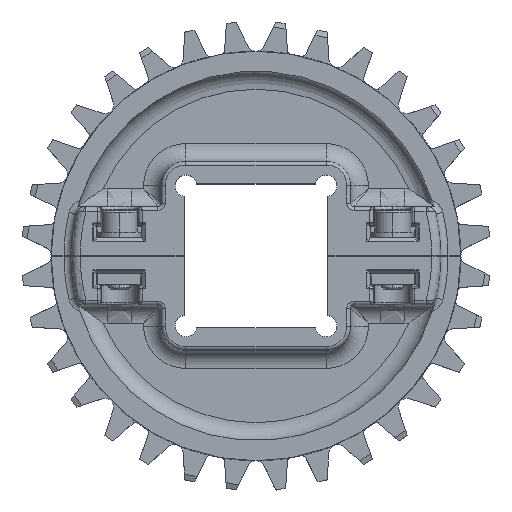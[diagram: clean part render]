
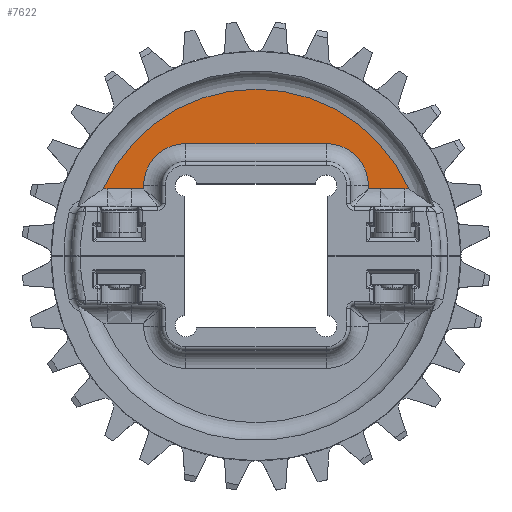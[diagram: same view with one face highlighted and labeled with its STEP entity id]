
A CAD part, top view. The second image highlights one B-rep face of the part: STEP entity #7622.
In plain terms, the highlighted planar face has unit normal (0, 0, 1).
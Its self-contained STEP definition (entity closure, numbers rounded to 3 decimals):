
#130 = CARTESIAN_POINT ( 'NONE',  ( 19.55, 19.55, 3. ) ) ;
#1004 = CARTESIAN_POINT ( 'NONE',  ( 38.56, 18.526, 3. ) ) ;
#1152 = EDGE_CURVE ( 'NONE', #5966, #14977, #29085, .T. ) ;
#1414 = DIRECTION ( 'NONE',  ( 1., 0., 0. ) ) ;
#1481 = VERTEX_POINT ( 'NONE', #35345 ) ;
#2363 = ORIENTED_EDGE ( 'NONE', *, *, #36374, .T. ) ;
#3240 = CARTESIAN_POINT ( 'NONE',  ( 34.634, 18.635, 3. ) ) ;
#3242 = DIRECTION ( 'NONE',  ( 0., 0., 1. ) ) ;
#3489 = ORIENTED_EDGE ( 'NONE', *, *, #1152, .T. ) ;
#3845 = CARTESIAN_POINT ( 'NONE',  ( 0., 18.635, 3. ) ) ;
#4114 = EDGE_CURVE ( 'NONE', #16916, #14477, #6938, .T. ) ;
#4289 = ORIENTED_EDGE ( 'NONE', *, *, #14836, .T. ) ;
#4451 = DIRECTION ( 'NONE',  ( 1., 0., 0. ) ) ;
#4972 = CARTESIAN_POINT ( 'NONE',  ( -35.757, 18.605, 3. ) ) ;
#5153 = CARTESIAN_POINT ( 'NONE',  ( -35.196, 18.635, 3. ) ) ;
#5352 = DIRECTION ( 'NONE',  ( 1., 0., 0. ) ) ;
#5551 = CARTESIAN_POINT ( 'NONE',  ( -41.366, 18.635, 3. ) ) ;
#5966 = VERTEX_POINT ( 'NONE', #11621 ) ;
#5970 = VECTOR ( 'NONE', #1414, 1000. ) ;
#6395 = CARTESIAN_POINT ( 'NONE',  ( 37.438, 18.526, 3. ) ) ;
#6410 = DIRECTION ( 'NONE',  ( 0., 0., 1. ) ) ;
#6444 = CARTESIAN_POINT ( 'NONE',  ( 0., 18.635, 3. ) ) ;
#6808 = LINE ( 'NONE', #6444, #5970 ) ;
#6812 = EDGE_CURVE ( 'NONE', #36429, #28817, #9175, .T. ) ;
#6938 = LINE ( 'NONE', #15090, #11683 ) ;
#7622 = ADVANCED_FACE ( 'NONE', ( #33855 ), #11442, .T. ) ;
#7969 = ORIENTED_EDGE ( 'NONE', *, *, #6812, .T. ) ;
#7987 = LINE ( 'NONE', #13742, #25952 ) ;
#7996 = ORIENTED_EDGE ( 'NONE', *, *, #14426, .T. ) ;
#8339 = CIRCLE ( 'NONE', #36132, 46.37 ) ;
#8401 = ORIENTED_EDGE ( 'NONE', *, *, #13500, .T. ) ;
#9064 = LINE ( 'NONE', #3845, #34582 ) ;
#9175 = LINE ( 'NONE', #20457, #31115 ) ;
#9189 = DIRECTION ( 'NONE',  ( 1., 0., 0. ) ) ;
#9550 = VECTOR ( 'NONE', #22938, 1000. ) ;
#9673 = VERTEX_POINT ( 'NONE', #25865 ) ;
#10222 = CARTESIAN_POINT ( 'NONE',  ( -31.25, 19.55, 3. ) ) ;
#10265 = CARTESIAN_POINT ( 'NONE',  ( -42.461, 18.635, 3. ) ) ;
#10541 = CARTESIAN_POINT ( 'NONE',  ( -37.44, 18.526, 3. ) ) ;
#10913 = CARTESIAN_POINT ( 'NONE',  ( -40.805, 18.635, 3. ) ) ;
#10952 = CARTESIAN_POINT ( 'NONE',  ( 0., 18.635, 3. ) ) ;
#11398 = B_SPLINE_CURVE_WITH_KNOTS ( 'NONE', 3,
 ( #3240, #23249, #32322, #32145, #6395, #1004, #29333, #18245, #23423, #35285 ),
 .UNSPECIFIED., .F., .F.,
 ( 4, 2, 2, 2, 4 ),
 ( 0., 0.002, 0.003, 0.005, 0.007 ),
 .UNSPECIFIED. ) ;
#11442 = PLANE ( 'NONE',  #29475 ) ;
#11621 = CARTESIAN_POINT ( 'NONE',  ( 31.25, 18.635, 3. ) ) ;
#11683 = VECTOR ( 'NONE', #34922, 1000. ) ;
#12848 = EDGE_CURVE ( 'NONE', #14477, #36429, #27212, .T. ) ;
#12947 = CARTESIAN_POINT ( 'NONE',  ( -41.366, 18.635, 3. ) ) ;
#12990 = AXIS2_PLACEMENT_3D ( 'NONE', #130, #13693, #5352 ) ;
#13002 = EDGE_CURVE ( 'NONE', #9673, #33628, #8339, .T. ) ;
#13500 = EDGE_CURVE ( 'NONE', #1481, #9673, #6808, .T. ) ;
#13693 = DIRECTION ( 'NONE',  ( 0., 0., -1. ) ) ;
#13742 = CARTESIAN_POINT ( 'NONE',  ( 31.25, 0., 3. ) ) ;
#13902 = LINE ( 'NONE', #10952, #9550 ) ;
#14422 = ORIENTED_EDGE ( 'NONE', *, *, #31592, .T. ) ;
#14426 = EDGE_CURVE ( 'NONE', #21356, #5966, #7987, .T. ) ;
#14477 = VERTEX_POINT ( 'NONE', #10222 ) ;
#14836 = EDGE_CURVE ( 'NONE', #22596, #28688, #29182, .T. ) ;
#14977 = VERTEX_POINT ( 'NONE', #23266 ) ;
#15090 = CARTESIAN_POINT ( 'NONE',  ( -31.25, 0., 3. ) ) ;
#16106 = CARTESIAN_POINT ( 'NONE',  ( -19.55, 19.55, 3. ) ) ;
#16916 = VERTEX_POINT ( 'NONE', #18859 ) ;
#17074 = ORIENTED_EDGE ( 'NONE', *, *, #4114, .T. ) ;
#17890 = CARTESIAN_POINT ( 'NONE',  ( -19.55, 31.25, 3. ) ) ;
#18245 = CARTESIAN_POINT ( 'NONE',  ( 40.243, 18.605, 3. ) ) ;
#18363 = AXIS2_PLACEMENT_3D ( 'NONE', #16106, #21813, #27545 ) ;
#18859 = CARTESIAN_POINT ( 'NONE',  ( -31.25, 18.635, 3. ) ) ;
#19092 = ORIENTED_EDGE ( 'NONE', *, *, #33188, .T. ) ;
#19410 = CARTESIAN_POINT ( 'NONE',  ( -34.634, 18.635, 3. ) ) ;
#19699 = CARTESIAN_POINT ( 'NONE',  ( 19.55, 31.25, 3. ) ) ;
#20457 = CARTESIAN_POINT ( 'NONE',  ( 0., 31.25, 3. ) ) ;
#20751 = ORIENTED_EDGE ( 'NONE', *, *, #12848, .T. ) ;
#21356 = VERTEX_POINT ( 'NONE', #34103 ) ;
#21734 = CARTESIAN_POINT ( 'NONE',  ( -34.634, 18.635, 3. ) ) ;
#21813 = DIRECTION ( 'NONE',  ( 0., 0., -1. ) ) ;
#21863 = ORIENTED_EDGE ( 'NONE', *, *, #13002, .T. ) ;
#22017 = CARTESIAN_POINT ( 'NONE',  ( -39.123, 18.549, 3. ) ) ;
#22184 = CARTESIAN_POINT ( 'NONE',  ( -38.562, 18.526, 3. ) ) ;
#22596 = VERTEX_POINT ( 'NONE', #5551 ) ;
#22938 = DIRECTION ( 'NONE',  ( 1., 0., 0. ) ) ;
#23249 = CARTESIAN_POINT ( 'NONE',  ( 35.195, 18.635, 3. ) ) ;
#23266 = CARTESIAN_POINT ( 'NONE',  ( 34.634, 18.635, 3. ) ) ;
#23423 = CARTESIAN_POINT ( 'NONE',  ( 40.804, 18.635, 3. ) ) ;
#24616 = EDGE_CURVE ( 'NONE', #33628, #22596, #13902, .T. ) ;
#24974 = CARTESIAN_POINT ( 'NONE',  ( -40.244, 18.605, 3. ) ) ;
#25185 = DIRECTION ( 'NONE',  ( 0., -1., 0. ) ) ;
#25296 = CARTESIAN_POINT ( 'NONE',  ( 0., 0., 3. ) ) ;
#25865 = CARTESIAN_POINT ( 'NONE',  ( 42.461, 18.635, 3. ) ) ;
#25952 = VECTOR ( 'NONE', #25185, 1000. ) ;
#26250 = DIRECTION ( 'NONE',  ( 1., 0., 0. ) ) ;
#26955 = VECTOR ( 'NONE', #4451, 1000. ) ;
#27212 = CIRCLE ( 'NONE', #18363, 11.7 ) ;
#27545 = DIRECTION ( 'NONE',  ( 1., 0., 0. ) ) ;
#28256 = CARTESIAN_POINT ( 'NONE',  ( 0., 0., 3. ) ) ;
#28688 = VERTEX_POINT ( 'NONE', #21734 ) ;
#28817 = VERTEX_POINT ( 'NONE', #19699 ) ;
#29085 = LINE ( 'NONE', #29817, #26955 ) ;
#29182 = B_SPLINE_CURVE_WITH_KNOTS ( 'NONE', 3,
 ( #12947, #10913, #24974, #22017, #22184, #10541, #33498, #4972, #5153, #19410 ),
 .UNSPECIFIED., .F., .F.,
 ( 4, 2, 2, 2, 4 ),
 ( 0., 0.002, 0.003, 0.005, 0.007 ),
 .UNSPECIFIED. ) ;
#29333 = CARTESIAN_POINT ( 'NONE',  ( 39.121, 18.549, 3. ) ) ;
#29475 = AXIS2_PLACEMENT_3D ( 'NONE', #25296, #3242, #31772 ) ;
#29817 = CARTESIAN_POINT ( 'NONE',  ( 0., 18.635, 3. ) ) ;
#29943 = ORIENTED_EDGE ( 'NONE', *, *, #24616, .T. ) ;
#30725 = CIRCLE ( 'NONE', #12990, 11.7 ) ;
#31115 = VECTOR ( 'NONE', #31765, 1000. ) ;
#31592 = EDGE_CURVE ( 'NONE', #28688, #16916, #9064, .T. ) ;
#31765 = DIRECTION ( 'NONE',  ( 1., 0., 0. ) ) ;
#31772 = DIRECTION ( 'NONE',  ( 1., 0., 0. ) ) ;
#32021 = EDGE_LOOP ( 'NONE', ( #19092, #7996, #3489, #2363, #8401, #21863, #29943, #4289, #14422, #17074, #20751, #7969 ) ) ;
#32145 = CARTESIAN_POINT ( 'NONE',  ( 36.877, 18.549, 3. ) ) ;
#32322 = CARTESIAN_POINT ( 'NONE',  ( 35.756, 18.605, 3. ) ) ;
#33188 = EDGE_CURVE ( 'NONE', #28817, #21356, #30725, .T. ) ;
#33498 = CARTESIAN_POINT ( 'NONE',  ( -36.879, 18.549, 3. ) ) ;
#33628 = VERTEX_POINT ( 'NONE', #10265 ) ;
#33855 = FACE_OUTER_BOUND ( 'NONE', #32021, .T. ) ;
#34103 = CARTESIAN_POINT ( 'NONE',  ( 31.25, 19.55, 3. ) ) ;
#34582 = VECTOR ( 'NONE', #26250, 1000. ) ;
#34922 = DIRECTION ( 'NONE',  ( 0., 1., 0. ) ) ;
#35285 = CARTESIAN_POINT ( 'NONE',  ( 41.366, 18.635, 3. ) ) ;
#35345 = CARTESIAN_POINT ( 'NONE',  ( 41.366, 18.635, 3. ) ) ;
#36132 = AXIS2_PLACEMENT_3D ( 'NONE', #28256, #6410, #9189 ) ;
#36374 = EDGE_CURVE ( 'NONE', #14977, #1481, #11398, .T. ) ;
#36429 = VERTEX_POINT ( 'NONE', #17890 ) ;
